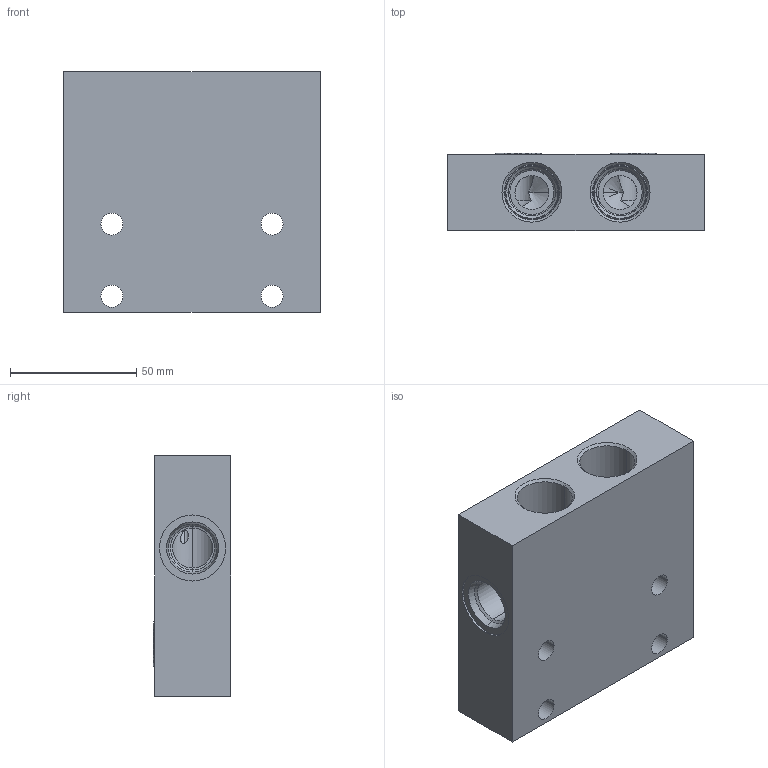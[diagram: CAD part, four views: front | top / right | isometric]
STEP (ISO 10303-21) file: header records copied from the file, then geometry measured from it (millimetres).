
FILE_DESCRIPTION((''),'2;1');
FILE_NAME('VTR_ASM','2022-04-04T',('ProEService'),(''),'PRO/ENGINEER BY PARAMETRIC TECHNOLOGY CORPORATION, 2014200','PRO/ENGINEER BY PARAMETRIC TECHNOLOGY CORPORATION, 2014200','');
FILE_SCHEMA(('CONFIG_CONTROL_DESIGN'));
Length unit declared in the file: inch
Products named in the file (3): 152-925-002; 500-001-113; VTR_ASM
Assembly tree (3 placements, depth 2):
  VTR_ASM
    152-925-002
    500-001-113  x2
Bounding box: 101.6 x 30.63 x 95.25 mm (x, y, z)
Volume: 228691.2 mm3; surface area: 46546.1 mm2
Topology: 3 solids, 3 shells, 126 faces, 465 edges, 426 vertices
Faces by surface type: cylinder 56, cone 44, plane 14, revolution 8, torus 4
Entity records: 5603 total; most frequent: CARTESIAN_POINT 1812, DIRECTION 801, ORIENTED_EDGE 560, EDGE_CURVE 280, VECTOR 279, LINE 279, AXIS2_PLACEMENT_3D 259, TRIMMED_CURVE 167
